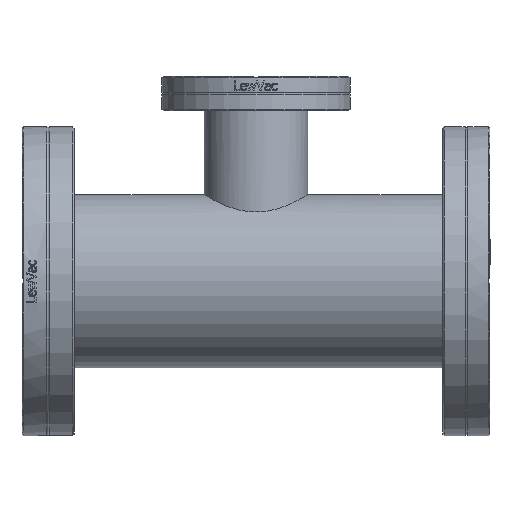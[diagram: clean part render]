
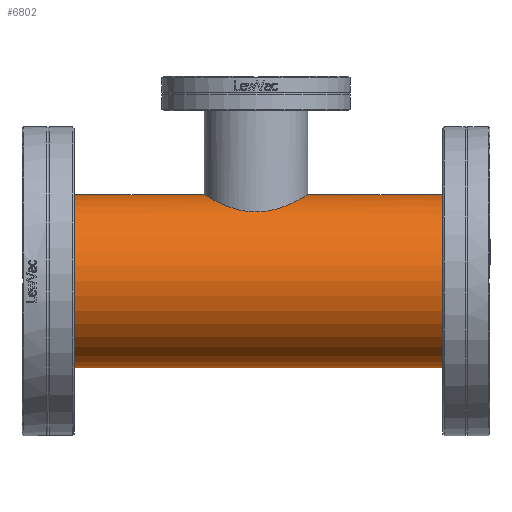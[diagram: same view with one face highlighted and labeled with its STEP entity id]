
A CAD part, left-side view. The second image highlights one B-rep face of the part: STEP entity #6802.
In plain terms, the highlighted cylindrical face has radius 31.75 mm (diameter 63.5 mm), a full revolution.
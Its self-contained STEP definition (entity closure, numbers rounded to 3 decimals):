
#1110=B_SPLINE_CURVE_WITH_KNOTS('',3,(#34391,#34392,#34393,#34394,#34395,
#34396,#34397,#34398,#34399,#34400,#34401,#34402,#34403,#34404,#34405,#34406,
#34407,#34408,#34409,#34410,#34411,#34412,#34413,#34414,#34415,#34416,#34417,
#34418,#34419,#34420,#34421,#34422,#34423,#34424),.UNSPECIFIED.,.F.,.F.,
(4,2,2,2,2,2,2,2,2,2,2,2,2,2,2,2,4),(2.961,3.33,
3.699,4.068,4.437,4.808,5.18,
5.551,5.922,6.294,6.665,7.036,
7.408,7.777,8.146,8.515,8.884),
 .UNSPECIFIED.);
#1111=B_SPLINE_CURVE_WITH_KNOTS('',3,(#34425,#34426,#34427,#34428,#34429,
#34430,#34431,#34432,#34433,#34434,#34435,#34436,#34437,#34438,#34439,#34440,
#34441,#34442,#34443,#34444,#34445,#34446,#34447,#34448,#34449,#34450,#34451,
#34452,#34453,#34454,#34455,#34456,#34457,#34458,#34459),.UNSPECIFIED.,
 .F.,.F.,(4,2,2,2,2,2,2,2,3,2,2,2,2,2,2,2,4),(8.884,9.253,
9.621,9.99,10.359,10.731,11.102,
11.473,11.845,12.216,12.587,12.959,
13.33,13.699,14.068,14.437,14.806),
 .UNSPECIFIED.);
#1257=CYLINDRICAL_SURFACE('',#7514,31.75);
#1538=FACE_BOUND('',#2421,.T.);
#1539=FACE_BOUND('',#2422,.T.);
#1876=FACE_OUTER_BOUND('',#2420,.T.);
#2420=EDGE_LOOP('',(#5828));
#2421=EDGE_LOOP('',(#5829));
#2422=EDGE_LOOP('',(#5830,#5831));
#2845=CIRCLE('',#7515,31.75);
#2846=CIRCLE('',#7516,31.75);
#3383=VERTEX_POINT('',#34389);
#3384=VERTEX_POINT('',#34390);
#3387=VERTEX_POINT('',#34466);
#3388=VERTEX_POINT('',#34468);
#4244=EDGE_CURVE('',#3383,#3384,#1110,.T.);
#4245=EDGE_CURVE('',#3384,#3383,#1111,.T.);
#4248=EDGE_CURVE('',#3387,#3387,#2845,.T.);
#4249=EDGE_CURVE('',#3388,#3388,#2846,.T.);
#5828=ORIENTED_EDGE('',*,*,#4248,.F.);
#5829=ORIENTED_EDGE('',*,*,#4249,.F.);
#5830=ORIENTED_EDGE('',*,*,#4244,.T.);
#5831=ORIENTED_EDGE('',*,*,#4245,.T.);
#6802=ADVANCED_FACE('',(#1876,#1538,#1539),#1257,.T.);
#7514=AXIS2_PLACEMENT_3D('',#34465,#8763,#8764);
#7515=AXIS2_PLACEMENT_3D('',#34467,#8765,#8766);
#7516=AXIS2_PLACEMENT_3D('',#34469,#8767,#8768);
#8763=DIRECTION('center_axis',(0.,0.,1.));
#8764=DIRECTION('ref_axis',(-1.,0.,0.));
#8765=DIRECTION('center_axis',(0.,0.,-1.));
#8766=DIRECTION('ref_axis',(-1.,0.,0.));
#8767=DIRECTION('center_axis',(0.,0.,1.));
#8768=DIRECTION('ref_axis',(-1.,0.,0.));
#34389=CARTESIAN_POINT('',(0.,31.75,95.45));
#34390=CARTESIAN_POINT('',(0.,31.75,57.35));
#34391=CARTESIAN_POINT('Ctrl Pts',(0.,31.75,95.45));
#34392=CARTESIAN_POINT('Ctrl Pts',(-1.23,31.75,95.45));
#34393=CARTESIAN_POINT('Ctrl Pts',(-2.492,31.677,95.329));
#34394=CARTESIAN_POINT('Ctrl Pts',(-4.982,31.382,94.831));
#34395=CARTESIAN_POINT('Ctrl Pts',(-6.211,31.16,94.454));
#34396=CARTESIAN_POINT('Ctrl Pts',(-8.55,30.601,93.471));
#34397=CARTESIAN_POINT('Ctrl Pts',(-9.663,30.264,92.864));
#34398=CARTESIAN_POINT('Ctrl Pts',(-11.71,29.532,91.477));
#34399=CARTESIAN_POINT('Ctrl Pts',(-12.645,29.138,90.696));
#34400=CARTESIAN_POINT('Ctrl Pts',(-14.301,28.362,89.04));
#34401=CARTESIAN_POINT('Ctrl Pts',(-15.083,27.95,88.102));
#34402=CARTESIAN_POINT('Ctrl Pts',(-16.468,27.157,86.055));
#34403=CARTESIAN_POINT('Ctrl Pts',(-17.072,26.776,84.946));
#34404=CARTESIAN_POINT('Ctrl Pts',(-18.052,26.125,82.615));
#34405=CARTESIAN_POINT('Ctrl Pts',(-18.428,25.856,81.39));
#34406=CARTESIAN_POINT('Ctrl Pts',(-18.928,25.493,78.902));
#34407=CARTESIAN_POINT('Ctrl Pts',(-19.05,25.4,77.638));
#34408=CARTESIAN_POINT('Ctrl Pts',(-19.05,25.4,75.162));
#34409=CARTESIAN_POINT('Ctrl Pts',(-18.928,25.493,73.898));
#34410=CARTESIAN_POINT('Ctrl Pts',(-18.428,25.856,71.41));
#34411=CARTESIAN_POINT('Ctrl Pts',(-18.052,26.125,70.185));
#34412=CARTESIAN_POINT('Ctrl Pts',(-17.072,26.776,67.854));
#34413=CARTESIAN_POINT('Ctrl Pts',(-16.468,27.157,66.745));
#34414=CARTESIAN_POINT('Ctrl Pts',(-15.083,27.95,64.698));
#34415=CARTESIAN_POINT('Ctrl Pts',(-14.301,28.362,63.76));
#34416=CARTESIAN_POINT('Ctrl Pts',(-12.645,29.138,62.104));
#34417=CARTESIAN_POINT('Ctrl Pts',(-11.71,29.532,61.323));
#34418=CARTESIAN_POINT('Ctrl Pts',(-9.663,30.264,59.936));
#34419=CARTESIAN_POINT('Ctrl Pts',(-8.55,30.601,59.329));
#34420=CARTESIAN_POINT('Ctrl Pts',(-6.211,31.16,58.346));
#34421=CARTESIAN_POINT('Ctrl Pts',(-4.982,31.382,57.969));
#34422=CARTESIAN_POINT('Ctrl Pts',(-2.492,31.677,57.471));
#34423=CARTESIAN_POINT('Ctrl Pts',(-1.23,31.75,57.35));
#34424=CARTESIAN_POINT('Ctrl Pts',(0.,31.75,57.35));
#34425=CARTESIAN_POINT('Ctrl Pts',(0.,31.75,57.35));
#34426=CARTESIAN_POINT('Ctrl Pts',(1.23,31.75,57.35));
#34427=CARTESIAN_POINT('Ctrl Pts',(2.492,31.677,57.471));
#34428=CARTESIAN_POINT('Ctrl Pts',(4.982,31.382,57.969));
#34429=CARTESIAN_POINT('Ctrl Pts',(6.211,31.16,58.346));
#34430=CARTESIAN_POINT('Ctrl Pts',(8.55,30.601,59.329));
#34431=CARTESIAN_POINT('Ctrl Pts',(9.663,30.264,59.936));
#34432=CARTESIAN_POINT('Ctrl Pts',(11.71,29.532,61.323));
#34433=CARTESIAN_POINT('Ctrl Pts',(12.645,29.138,62.104));
#34434=CARTESIAN_POINT('Ctrl Pts',(14.301,28.362,63.76));
#34435=CARTESIAN_POINT('Ctrl Pts',(15.083,27.95,64.698));
#34436=CARTESIAN_POINT('Ctrl Pts',(16.468,27.157,66.745));
#34437=CARTESIAN_POINT('Ctrl Pts',(17.072,26.776,67.854));
#34438=CARTESIAN_POINT('Ctrl Pts',(18.052,26.125,70.185));
#34439=CARTESIAN_POINT('Ctrl Pts',(18.428,25.856,71.41));
#34440=CARTESIAN_POINT('Ctrl Pts',(18.928,25.493,73.898));
#34441=CARTESIAN_POINT('Ctrl Pts',(19.05,25.4,75.162));
#34442=CARTESIAN_POINT('Ctrl Pts',(19.05,25.4,76.4));
#34443=CARTESIAN_POINT('Ctrl Pts',(19.05,25.4,77.638));
#34444=CARTESIAN_POINT('Ctrl Pts',(18.928,25.493,78.902));
#34445=CARTESIAN_POINT('Ctrl Pts',(18.428,25.856,81.39));
#34446=CARTESIAN_POINT('Ctrl Pts',(18.052,26.125,82.615));
#34447=CARTESIAN_POINT('Ctrl Pts',(17.072,26.776,84.946));
#34448=CARTESIAN_POINT('Ctrl Pts',(16.468,27.157,86.055));
#34449=CARTESIAN_POINT('Ctrl Pts',(15.083,27.95,88.102));
#34450=CARTESIAN_POINT('Ctrl Pts',(14.301,28.362,89.04));
#34451=CARTESIAN_POINT('Ctrl Pts',(12.645,29.138,90.696));
#34452=CARTESIAN_POINT('Ctrl Pts',(11.71,29.532,91.477));
#34453=CARTESIAN_POINT('Ctrl Pts',(9.663,30.264,92.864));
#34454=CARTESIAN_POINT('Ctrl Pts',(8.55,30.601,93.471));
#34455=CARTESIAN_POINT('Ctrl Pts',(6.211,31.16,94.454));
#34456=CARTESIAN_POINT('Ctrl Pts',(4.982,31.382,94.831));
#34457=CARTESIAN_POINT('Ctrl Pts',(2.492,31.677,95.329));
#34458=CARTESIAN_POINT('Ctrl Pts',(1.23,31.75,95.45));
#34459=CARTESIAN_POINT('Ctrl Pts',(0.,31.75,95.45));
#34465=CARTESIAN_POINT('Origin',(0.,0.,0.));
#34466=CARTESIAN_POINT('',(31.75,0.,0.));
#34467=CARTESIAN_POINT('Origin',(0.,0.,0.));
#34468=CARTESIAN_POINT('',(31.75,0.,152.8));
#34469=CARTESIAN_POINT('Origin',(0.,0.,152.8));
